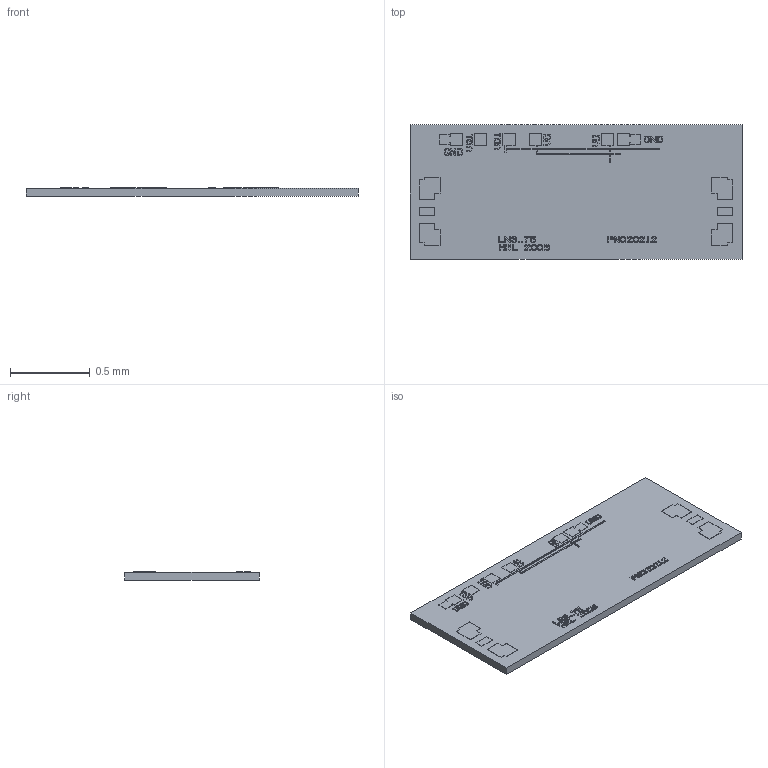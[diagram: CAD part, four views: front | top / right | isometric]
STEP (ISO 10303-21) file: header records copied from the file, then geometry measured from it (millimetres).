
FILE_DESCRIPTION((''),'2;1');
FILE_NAME('LN3-75.stp','2010-11-04T20:38:40',('PAMacdonald'),(''),'Autodesk Inventor 2010','Autodesk Inventor 2010','');
FILE_SCHEMA(('AUTOMOTIVE_DESIGN { 1 0 10303 214 1 1 1 1 }'));
Length unit declared in the file: inch
Products named in the file (1): LN3-75
Bounding box: 2.08 x 0.84 x 0.05 mm (x, y, z)
Volume: 0.1 mm3; surface area: 3.9 mm2
Topology: 1 solids, 1 shells, 779 faces, 2169 edges, 1446 vertices
Faces by surface type: plane 779
Entity records: 24487 total; most frequent: CARTESIAN_POINT 4395, ORIENTED_EDGE 4338, DIRECTION 3729, VECTOR 2169, LINE 2169, EDGE_CURVE 2169, VERTEX_POINT 1446, EDGE_LOOP 833
